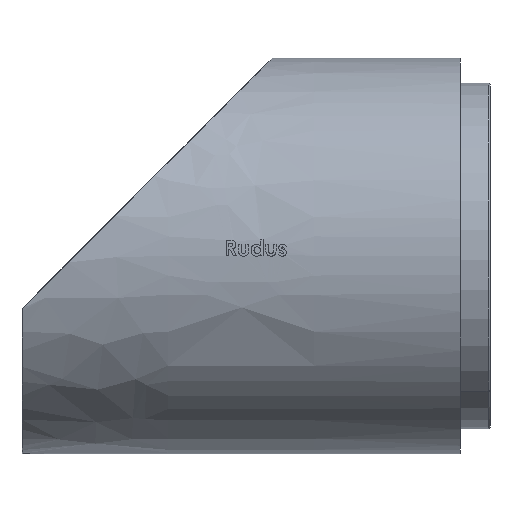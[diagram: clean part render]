
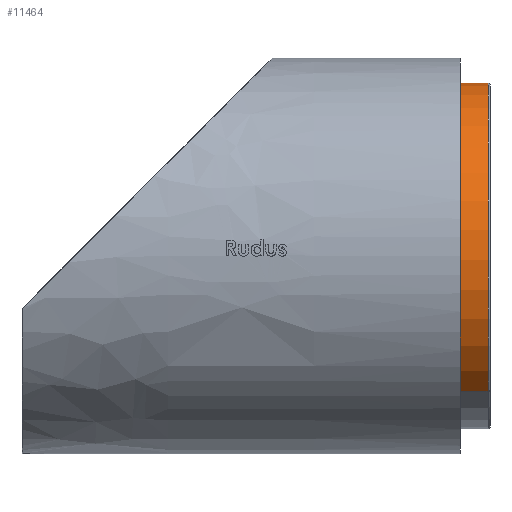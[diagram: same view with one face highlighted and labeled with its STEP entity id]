
A CAD part, front view. The second image highlights one B-rep face of the part: STEP entity #11464.
In plain terms, the highlighted cylindrical face has radius 878.1 mm (diameter 1756.2 mm), a partial arc.
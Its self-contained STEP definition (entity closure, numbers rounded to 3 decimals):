
#80 = DIRECTION ( 'NONE',  ( -0.782, 0.623, 0. ) ) ;
#669 = CARTESIAN_POINT ( 'NONE',  ( 0., 0., 2225. ) ) ;
#2232 = ORIENTED_EDGE ( 'NONE', *, *, #9652, .F. ) ;
#2630 = AXIS2_PLACEMENT_3D ( 'NONE', #5247, #8894, #80 ) ;
#3910 = VECTOR ( 'NONE', #21749, 1000. ) ;
#4095 = CARTESIAN_POINT ( 'NONE',  ( -686.936, 546.972, 2225. ) ) ;
#4507 = VERTEX_POINT ( 'NONE', #16484 ) ;
#5019 = FACE_OUTER_BOUND ( 'NONE', #21808, .T. ) ;
#5214 = VECTOR ( 'NONE', #12689, 1000. ) ;
#5247 = CARTESIAN_POINT ( 'NONE',  ( 0., 0., 2225. ) ) ;
#5703 = LINE ( 'NONE', #4095, #5214 ) ;
#6006 = VERTEX_POINT ( 'NONE', #17065 ) ;
#7555 = LINE ( 'NONE', #9384, #3910 ) ;
#7669 = DIRECTION ( 'NONE',  ( 0., 0., -1. ) ) ;
#8578 = CARTESIAN_POINT ( 'NONE',  ( 0., 0., 2365. ) ) ;
#8652 = ORIENTED_EDGE ( 'NONE', *, *, #17652, .F. ) ;
#8894 = DIRECTION ( 'NONE',  ( 0., 0., -1. ) ) ;
#9044 = CARTESIAN_POINT ( 'NONE',  ( 686.936, -546.972, 2225. ) ) ;
#9384 = CARTESIAN_POINT ( 'NONE',  ( 686.936, -546.972, 2225. ) ) ;
#9652 = EDGE_CURVE ( 'NONE', #6006, #12744, #5703, .T. ) ;
#11464 = ADVANCED_FACE ( 'NONE', ( #5019 ), #12003, .T. ) ;
#12003 = CYLINDRICAL_SURFACE ( 'NONE', #2630, 878.1 ) ;
#12165 = CARTESIAN_POINT ( 'NONE',  ( -686.936, 546.972, 2225. ) ) ;
#12674 = AXIS2_PLACEMENT_3D ( 'NONE', #669, #7669, #19704 ) ;
#12689 = DIRECTION ( 'NONE',  ( 0., 0., -1. ) ) ;
#12744 = VERTEX_POINT ( 'NONE', #12165 ) ;
#13388 = CIRCLE ( 'NONE', #19633, 878.1 ) ;
#16317 = ORIENTED_EDGE ( 'NONE', *, *, #17461, .T. ) ;
#16484 = CARTESIAN_POINT ( 'NONE',  ( 686.936, -546.972, 2365. ) ) ;
#17065 = CARTESIAN_POINT ( 'NONE',  ( -686.936, 546.972, 2365. ) ) ;
#17461 = EDGE_CURVE ( 'NONE', #6006, #4507, #13388, .T. ) ;
#17652 = EDGE_CURVE ( 'NONE', #12744, #18903, #17796, .T. ) ;
#17796 = CIRCLE ( 'NONE', #12674, 878.1 ) ;
#18903 = VERTEX_POINT ( 'NONE', #9044 ) ;
#19633 = AXIS2_PLACEMENT_3D ( 'NONE', #8578, #20605, #22210 ) ;
#19704 = DIRECTION ( 'NONE',  ( -0.782, 0.623, 0. ) ) ;
#20433 = EDGE_CURVE ( 'NONE', #4507, #18903, #7555, .T. ) ;
#20605 = DIRECTION ( 'NONE',  ( 0., 0., -1. ) ) ;
#21749 = DIRECTION ( 'NONE',  ( 0., 0., -1. ) ) ;
#21808 = EDGE_LOOP ( 'NONE', ( #16317, #22458, #8652, #2232 ) ) ;
#22210 = DIRECTION ( 'NONE',  ( -0.782, 0.623, 0. ) ) ;
#22458 = ORIENTED_EDGE ( 'NONE', *, *, #20433, .T. ) ;
